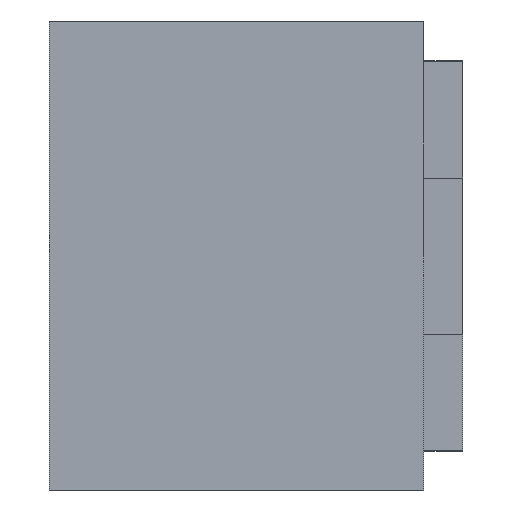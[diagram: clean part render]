
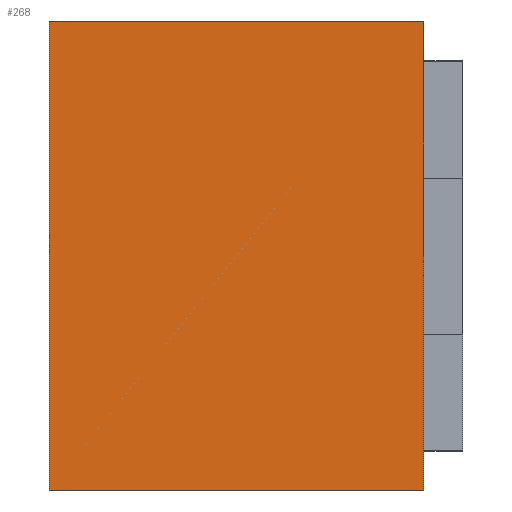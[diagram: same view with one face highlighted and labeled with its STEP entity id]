
A CAD part, left-side view. The second image highlights one B-rep face of the part: STEP entity #268.
In plain terms, the highlighted planar face has unit normal (-1, 0, 0).
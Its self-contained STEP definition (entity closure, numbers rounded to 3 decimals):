
#44 = VERTEX_POINT ( 'NONE', #491 ) ;
#50 = CARTESIAN_POINT ( 'NONE',  ( -0.5, 0.53, -0.3 ) ) ;
#59 = ORIENTED_EDGE ( 'NONE', *, *, #431, .F. ) ;
#81 = LINE ( 'NONE', #600, #426 ) ;
#150 = DIRECTION ( 'NONE',  ( 0., 0., -1. ) ) ;
#151 = VECTOR ( 'NONE', #689, 1000. ) ;
#160 = DIRECTION ( 'NONE',  ( 1., 0., 0. ) ) ;
#165 = CARTESIAN_POINT ( 'NONE',  ( -0.5, 0.53, 0.3 ) ) ;
#175 = VERTEX_POINT ( 'NONE', #304 ) ;
#182 = ORIENTED_EDGE ( 'NONE', *, *, #420, .T. ) ;
#240 = ORIENTED_EDGE ( 'NONE', *, *, #479, .F. ) ;
#268 = ADVANCED_FACE ( 'NONE', ( #453 ), #307, .F. ) ;
#277 = DIRECTION ( 'NONE',  ( 0., 0., 1. ) ) ;
#283 = ORIENTED_EDGE ( 'NONE', *, *, #468, .T. ) ;
#294 = LINE ( 'NONE', #534, #151 ) ;
#304 = CARTESIAN_POINT ( 'NONE',  ( -0.5, 0.05, -0.3 ) ) ;
#307 = PLANE ( 'NONE',  #444 ) ;
#324 = VECTOR ( 'NONE', #328, 1000. ) ;
#328 = DIRECTION ( 'NONE',  ( 0., -1., 0. ) ) ;
#332 = EDGE_LOOP ( 'NONE', ( #59, #283, #182, #240 ) ) ;
#333 = LINE ( 'NONE', #481, #632 ) ;
#363 = CARTESIAN_POINT ( 'NONE',  ( -0.5, 2.226, 0.3 ) ) ;
#420 = EDGE_CURVE ( 'NONE', #175, #44, #294, .T. ) ;
#426 = VECTOR ( 'NONE', #541, 1000. ) ;
#431 = EDGE_CURVE ( 'NONE', #490, #433, #333, .T. ) ;
#433 = VERTEX_POINT ( 'NONE', #165 ) ;
#444 = AXIS2_PLACEMENT_3D ( 'NONE', #363, #160, #150 ) ;
#453 = FACE_OUTER_BOUND ( 'NONE', #332, .T. ) ;
#468 = EDGE_CURVE ( 'NONE', #490, #175, #625, .T. ) ;
#479 = EDGE_CURVE ( 'NONE', #433, #44, #81, .T. ) ;
#481 = CARTESIAN_POINT ( 'NONE',  ( -0.5, 0.53, 0.3 ) ) ;
#490 = VERTEX_POINT ( 'NONE', #50 ) ;
#491 = CARTESIAN_POINT ( 'NONE',  ( -0.5, 0.05, 0.3 ) ) ;
#534 = CARTESIAN_POINT ( 'NONE',  ( -0.5, 0.05, 0.3 ) ) ;
#541 = DIRECTION ( 'NONE',  ( 0., -1., 0. ) ) ;
#590 = CARTESIAN_POINT ( 'NONE',  ( -0.5, 2.226, -0.3 ) ) ;
#600 = CARTESIAN_POINT ( 'NONE',  ( -0.5, 2.226, 0.3 ) ) ;
#625 = LINE ( 'NONE', #590, #324 ) ;
#632 = VECTOR ( 'NONE', #277, 1000. ) ;
#689 = DIRECTION ( 'NONE',  ( 0., 0., 1. ) ) ;
